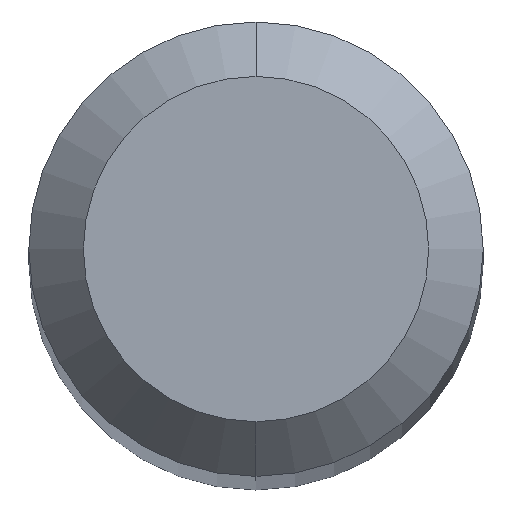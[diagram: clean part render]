
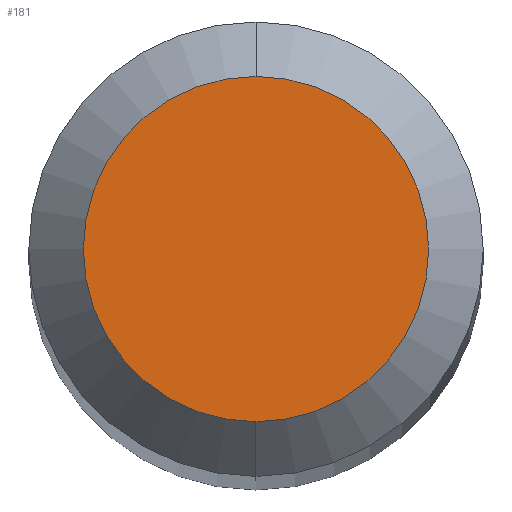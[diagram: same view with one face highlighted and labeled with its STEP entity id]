
A CAD part, top view. The second image highlights one B-rep face of the part: STEP entity #181.
In plain terms, the highlighted planar face has unit normal (0, 0, 1).
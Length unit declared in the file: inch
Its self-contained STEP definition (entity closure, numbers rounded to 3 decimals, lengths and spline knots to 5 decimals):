
#11 = DIRECTION ( 'NONE',  ( 0., -1., 0. ) ) ;
#50 = DIRECTION ( 'NONE',  ( 0., 0., 1. ) ) ;
#57 = DIRECTION ( 'NONE',  ( 0., 0., 1. ) ) ;
#85 = ORIENTED_EDGE ( 'NONE', *, *, #127, .T. ) ;
#97 = DIRECTION ( 'NONE',  ( 0., -1., 0. ) ) ;
#127 = EDGE_CURVE ( 'NONE', #434, #293, #217, .T. ) ;
#134 = FACE_OUTER_BOUND ( 'NONE', #143, .T. ) ;
#143 = EDGE_LOOP ( 'NONE', ( #201, #85 ) ) ;
#181 = ADVANCED_FACE ( 'NONE', ( #134 ), #222, .F. ) ;
#183 = AXIS2_PLACEMENT_3D ( 'NONE', #398, #57, #11 ) ;
#201 = ORIENTED_EDGE ( 'NONE', *, *, #284, .T. ) ;
#217 = CIRCLE ( 'NONE', #183, 0.0475 ) ;
#222 = PLANE ( 'NONE',  #333 ) ;
#276 = CIRCLE ( 'NONE', #334, 0.0475 ) ;
#284 = EDGE_CURVE ( 'NONE', #293, #434, #276, .T. ) ;
#293 = VERTEX_POINT ( 'NONE', #487 ) ;
#333 = AXIS2_PLACEMENT_3D ( 'NONE', #486, #528, #396 ) ;
#334 = AXIS2_PLACEMENT_3D ( 'NONE', #346, #50, #97 ) ;
#346 = CARTESIAN_POINT ( 'NONE',  ( 0., 0., 0. ) ) ;
#396 = DIRECTION ( 'NONE',  ( 0., 1., 0. ) ) ;
#398 = CARTESIAN_POINT ( 'NONE',  ( 0., 0., 0. ) ) ;
#434 = VERTEX_POINT ( 'NONE', #500 ) ;
#486 = CARTESIAN_POINT ( 'NONE',  ( 0., 0.0475, 0. ) ) ;
#487 = CARTESIAN_POINT ( 'NONE',  ( 0., 0.0475, 0. ) ) ;
#500 = CARTESIAN_POINT ( 'NONE',  ( 0., -0.0475, 0. ) ) ;
#528 = DIRECTION ( 'NONE',  ( 0., 0., -1. ) ) ;
